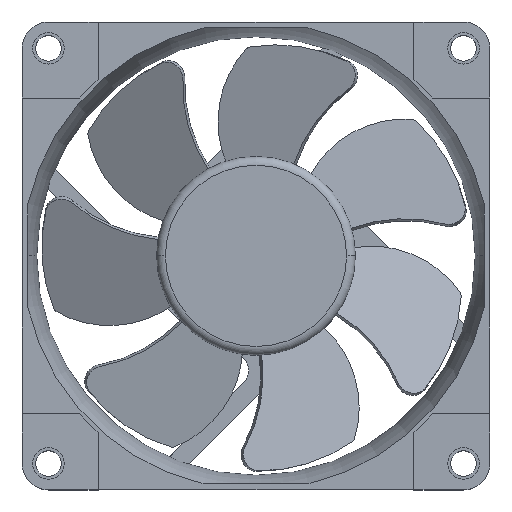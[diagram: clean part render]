
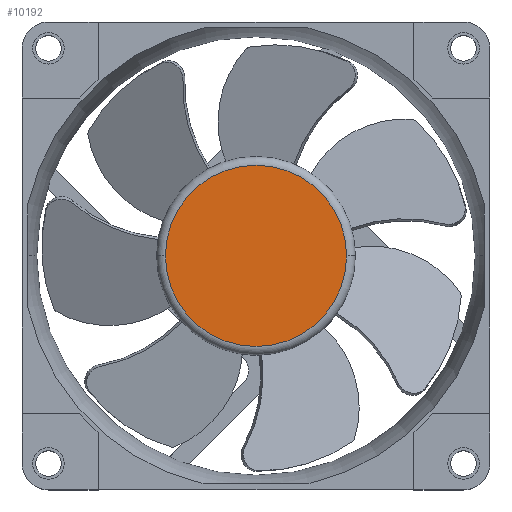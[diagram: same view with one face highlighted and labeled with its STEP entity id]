
A CAD part, top view. The second image highlights one B-rep face of the part: STEP entity #10192.
In plain terms, the highlighted planar face has unit normal (0, 0, 1).
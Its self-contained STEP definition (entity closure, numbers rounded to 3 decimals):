
#5 = AXIS2_PLACEMENT_3D ( 'NONE', #10544, #8360, #4919 ) ;
#365 = CARTESIAN_POINT ( 'NONE',  ( -15.5, 0., 25. ) ) ;
#1690 = EDGE_CURVE ( 'NONE', #3581, #7856, #9935, .T. ) ;
#1817 = CARTESIAN_POINT ( 'NONE',  ( 15.5, 0., 25. ) ) ;
#2464 = DIRECTION ( 'NONE',  ( 1., 0., 0. ) ) ;
#3545 = PLANE ( 'NONE',  #11921 ) ;
#3581 = VERTEX_POINT ( 'NONE', #1817 ) ;
#3867 = EDGE_LOOP ( 'NONE', ( #10402, #6786 ) ) ;
#4896 = CARTESIAN_POINT ( 'NONE',  ( 0., 0., 25. ) ) ;
#4919 = DIRECTION ( 'NONE',  ( 1., 0., 0. ) ) ;
#6008 = DIRECTION ( 'NONE',  ( 1., 0., 0. ) ) ;
#6786 = ORIENTED_EDGE ( 'NONE', *, *, #8482, .T. ) ;
#7856 = VERTEX_POINT ( 'NONE', #365 ) ;
#7990 = CARTESIAN_POINT ( 'NONE',  ( 0., 0., 25. ) ) ;
#8231 = DIRECTION ( 'NONE',  ( 0., 0., 1. ) ) ;
#8360 = DIRECTION ( 'NONE',  ( 0., 0., 1. ) ) ;
#8482 = EDGE_CURVE ( 'NONE', #7856, #3581, #10859, .T. ) ;
#8964 = AXIS2_PLACEMENT_3D ( 'NONE', #4896, #8231, #6008 ) ;
#9109 = DIRECTION ( 'NONE',  ( 0., 0., 1. ) ) ;
#9922 = FACE_OUTER_BOUND ( 'NONE', #3867, .T. ) ;
#9935 = CIRCLE ( 'NONE', #5, 15.5 ) ;
#10192 = ADVANCED_FACE ( 'NONE', ( #9922 ), #3545, .T. ) ;
#10402 = ORIENTED_EDGE ( 'NONE', *, *, #1690, .T. ) ;
#10544 = CARTESIAN_POINT ( 'NONE',  ( 0., 0., 25. ) ) ;
#10859 = CIRCLE ( 'NONE', #8964, 15.5 ) ;
#11921 = AXIS2_PLACEMENT_3D ( 'NONE', #7990, #9109, #2464 ) ;
